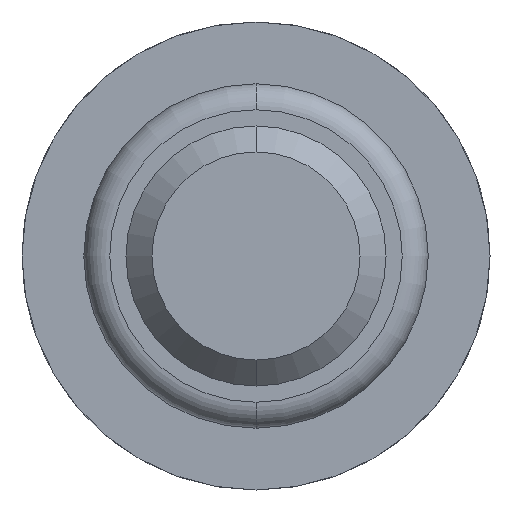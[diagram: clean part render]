
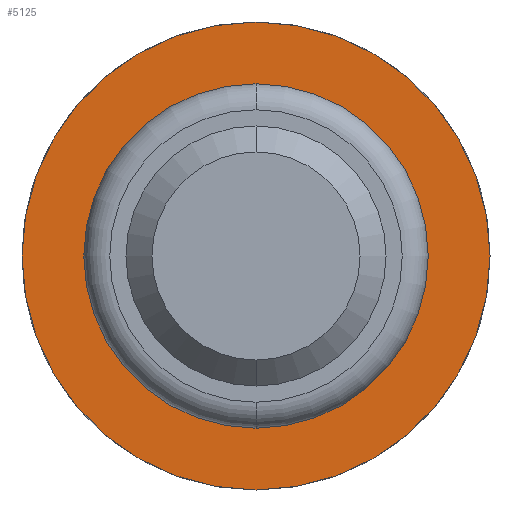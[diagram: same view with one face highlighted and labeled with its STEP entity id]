
A CAD part, front view. The second image highlights one B-rep face of the part: STEP entity #5125.
In plain terms, the highlighted planar face has unit normal (0, -1, 0).
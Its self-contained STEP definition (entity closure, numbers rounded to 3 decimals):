
#98 = AXIS2_PLACEMENT_3D ( 'NONE', #1797, #559, #2210 ) ;
#184 = DIRECTION ( 'NONE',  ( 0., 1., 0. ) ) ;
#507 = AXIS2_PLACEMENT_3D ( 'NONE', #4298, #562, #3490 ) ;
#559 = DIRECTION ( 'NONE',  ( 0., 1., 0. ) ) ;
#562 = DIRECTION ( 'NONE',  ( 0., 1., 0. ) ) ;
#630 = CARTESIAN_POINT ( 'NONE',  ( 0., -1.8, 1.8 ) ) ;
#799 = ORIENTED_EDGE ( 'NONE', *, *, #2696, .F. ) ;
#913 = CIRCLE ( 'NONE', #507, 1.8 ) ;
#985 = PLANE ( 'NONE',  #1632 ) ;
#1059 = VERTEX_POINT ( 'NONE', #1565 ) ;
#1071 = CARTESIAN_POINT ( 'NONE',  ( 0., -1.8, 1.325 ) ) ;
#1127 = CARTESIAN_POINT ( 'NONE',  ( 0., -1.8, -1.325 ) ) ;
#1296 = AXIS2_PLACEMENT_3D ( 'NONE', #1843, #2277, #4284 ) ;
#1515 = ORIENTED_EDGE ( 'NONE', *, *, #4139, .F. ) ;
#1565 = CARTESIAN_POINT ( 'NONE',  ( 0., -1.8, -1.8 ) ) ;
#1632 = AXIS2_PLACEMENT_3D ( 'NONE', #4268, #184, #2700 ) ;
#1797 = CARTESIAN_POINT ( 'NONE',  ( 0., -1.8, 0. ) ) ;
#1843 = CARTESIAN_POINT ( 'NONE',  ( 0., -1.8, 0. ) ) ;
#2210 = DIRECTION ( 'NONE',  ( 0., 0., 1. ) ) ;
#2277 = DIRECTION ( 'NONE',  ( 0., 1., 0. ) ) ;
#2328 = EDGE_LOOP ( 'NONE', ( #1515, #799 ) ) ;
#2426 = VERTEX_POINT ( 'NONE', #1071 ) ;
#2696 = EDGE_CURVE ( 'Defeature ausgef�hrt4_12+Defeature ausgef�hrt4_13+Defeature ausgef�hrt4_13+Defeature ausgef�hrt4_13', #1059, #4301, #913, .T. ) ;
#2700 = DIRECTION ( 'NONE',  ( 0., 0., 1. ) ) ;
#3005 = CIRCLE ( 'NONE', #4766, 1.325 ) ;
#3176 = VERTEX_POINT ( 'NONE', #1127 ) ;
#3490 = DIRECTION ( 'NONE',  ( 0., 0., 1. ) ) ;
#3679 = EDGE_CURVE ( 'Defeature ausgef�hrt4_13+Defeature ausgef�hrt4_14+Defeature ausgef�hrt4_14+Defeature ausgef�hrt4_14', #2426, #3176, #5268, .T. ) ;
#3813 = FACE_BOUND ( 'NONE', #4198, .T. ) ;
#4139 = EDGE_CURVE ( 'Defeature ausgef�hrt4_12+Defeature ausgef�hrt4_13+Defeature ausgef�hrt4_13+Defeature ausgef�hrt4_13', #4301, #1059, #5058, .T. ) ;
#4189 = ORIENTED_EDGE ( 'NONE', *, *, #3679, .T. ) ;
#4198 = EDGE_LOOP ( 'NONE', ( #4189, #5257 ) ) ;
#4268 = CARTESIAN_POINT ( 'NONE',  ( 1.8, -1.8, 0. ) ) ;
#4284 = DIRECTION ( 'NONE',  ( 0., 0., 1. ) ) ;
#4298 = CARTESIAN_POINT ( 'NONE',  ( 0., -1.8, 0. ) ) ;
#4301 = VERTEX_POINT ( 'NONE', #630 ) ;
#4336 = CARTESIAN_POINT ( 'NONE',  ( 0., -1.8, 0. ) ) ;
#4766 = AXIS2_PLACEMENT_3D ( 'NONE', #4336, #4786, #4823 ) ;
#4786 = DIRECTION ( 'NONE',  ( 0., 1., 0. ) ) ;
#4805 = EDGE_CURVE ( 'Defeature ausgef�hrt4_13+Defeature ausgef�hrt4_14+Defeature ausgef�hrt4_14+Defeature ausgef�hrt4_14', #3176, #2426, #3005, .T. ) ;
#4823 = DIRECTION ( 'NONE',  ( 0., 0., 1. ) ) ;
#4911 = FACE_OUTER_BOUND ( 'NONE', #2328, .T. ) ;
#5058 = CIRCLE ( 'NONE', #98, 1.8 ) ;
#5125 = ADVANCED_FACE ( 'Defeature ausgef�hrt4_13', ( #4911, #3813 ), #985, .F. ) ;
#5257 = ORIENTED_EDGE ( 'NONE', *, *, #4805, .T. ) ;
#5268 = CIRCLE ( 'NONE', #1296, 1.325 ) ;
